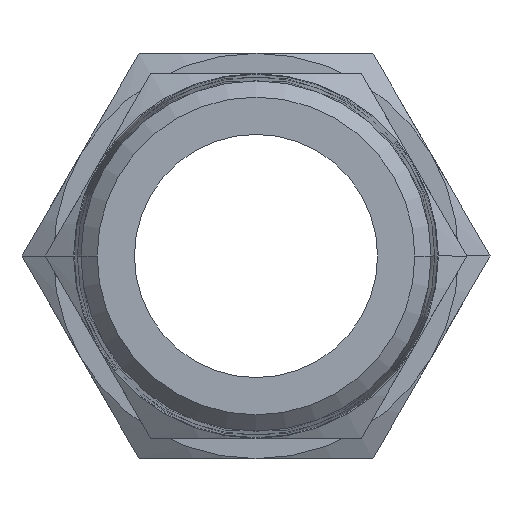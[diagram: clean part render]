
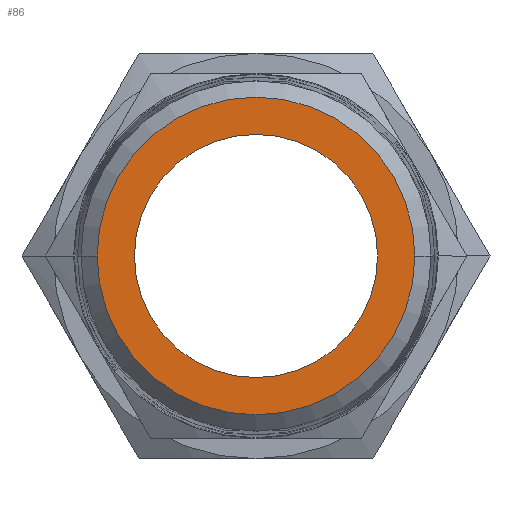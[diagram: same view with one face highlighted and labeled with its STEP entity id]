
A CAD part, front view. The second image highlights one B-rep face of the part: STEP entity #86.
In plain terms, the highlighted planar face has unit normal (0, -1, 0).
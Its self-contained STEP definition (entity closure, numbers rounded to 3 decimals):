
#86=ADVANCED_FACE('',(#192,#193),#194,.T.);
#192=FACE_BOUND('',#321,.T.);
#193=FACE_OUTER_BOUND('',#322,.T.);
#194=PLANE('',#323);
#321=EDGE_LOOP('',(#650,#651));
#322=EDGE_LOOP('',(#652,#653));
#323=AXIS2_PLACEMENT_3D('',#654,#655,#656);
#650=ORIENTED_EDGE('',*,*,#849,.T.);
#651=ORIENTED_EDGE('',*,*,#853,.T.);
#652=ORIENTED_EDGE('',*,*,#826,.F.);
#653=ORIENTED_EDGE('',*,*,#899,.F.);
#654=CARTESIAN_POINT('',(5.88,-16.0,0.0));
#655=DIRECTION('',(-0.0,-1.0,-0.0));
#656=DIRECTION('',(-1.0,0.0,0.0));
#826=EDGE_CURVE('',#971,#974,#975,.T.);
#849=EDGE_CURVE('',#1019,#1016,#1020,.T.);
#853=EDGE_CURVE('',#1016,#1019,#1025,.T.);
#899=EDGE_CURVE('',#974,#971,#1089,.T.);
#971=VERTEX_POINT('',#1227);
#974=VERTEX_POINT('',#1231);
#975=CIRCLE('',#1232,11.761);
#1016=VERTEX_POINT('',#1326);
#1019=VERTEX_POINT('',#1330);
#1020=CIRCLE('',#1331,9.0);
#1025=CIRCLE('',#1337,9.0);
#1089=CIRCLE('',#1627,11.761);
#1227=CARTESIAN_POINT('',(11.761,-16.0,0.0));
#1231=CARTESIAN_POINT('',(-11.761,-16.0,0.));
#1232=AXIS2_PLACEMENT_3D('',#1934,#1935,#1936);
#1326=CARTESIAN_POINT('',(9.0,-16.0,0.));
#1330=CARTESIAN_POINT('',(-9.0,-16.0,0.));
#1331=AXIS2_PLACEMENT_3D('',#1971,#1972,#1973);
#1337=AXIS2_PLACEMENT_3D('',#1981,#1982,#1983);
#1627=AXIS2_PLACEMENT_3D('',#2047,#2048,#2049);
#1934=CARTESIAN_POINT('',(0.0,-16.0,0.0));
#1935=DIRECTION('',(-0.0,1.0,0.0));
#1936=DIRECTION('',(1.0,0.0,0.0));
#1971=CARTESIAN_POINT('',(0.0,-16.0,0.0));
#1972=DIRECTION('',(-0.0,1.0,0.0));
#1973=DIRECTION('',(1.0,0.0,0.0));
#1981=CARTESIAN_POINT('',(0.0,-16.0,0.0));
#1982=DIRECTION('',(-0.0,1.0,0.0));
#1983=DIRECTION('',(1.0,0.0,0.0));
#2047=CARTESIAN_POINT('',(0.0,-16.0,0.0));
#2048=DIRECTION('',(-0.0,1.0,0.0));
#2049=DIRECTION('',(1.0,0.0,0.0));
